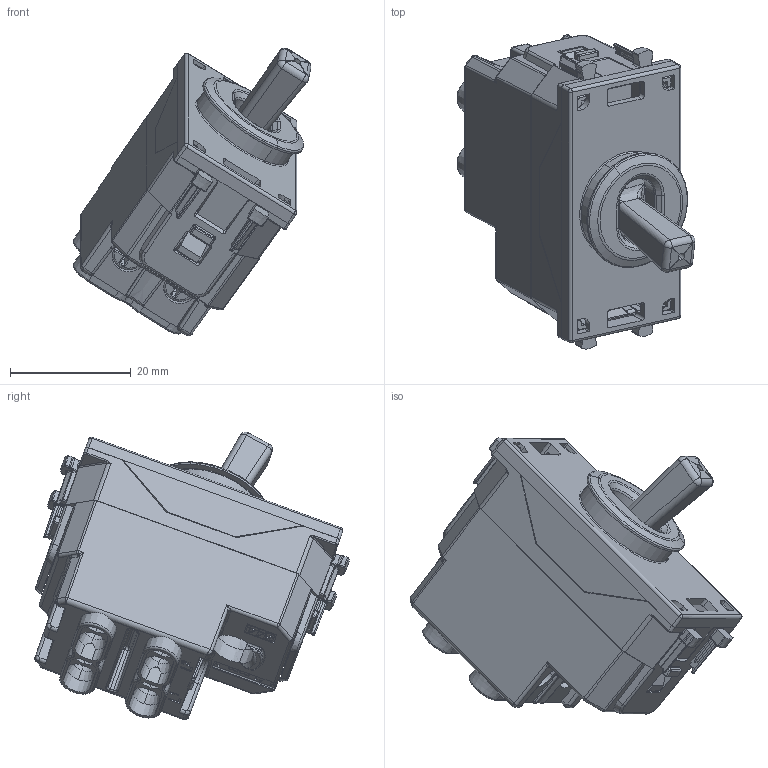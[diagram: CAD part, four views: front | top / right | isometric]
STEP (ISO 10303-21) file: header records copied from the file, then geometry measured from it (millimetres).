
FILE_DESCRIPTION(('CATIA V5 STEP Exchange'),'2;1');
FILE_NAME('444010B_20A.stp','2024-03-28T07:32:22+00:00',('none'),('none'),'CATIA Version 5-6 Release 2016 SP6','CATIA V5 STEP AP203','none');
FILE_SCHEMA(('CONFIG_CONTROL_DESIGN'));
Products named in the file (1): STEP
Assembly tree (19 placements, depth 2):
  STEP
    #57
    #39609  x4
    #41522  x2
    #42388
    #90624
    #98149
    #107609
    #110329
    #111580
    #119832  x2
    #121519  x2
    #122564  x2
Bounding box: 39.5 x 52.17 x 47.73 mm (x, y, z)
Volume: 16007.6 mm3; surface area: 26112.8 mm2
Topology: 21 solids, 21 shells, 3598 faces, 9658 edges, 5969 vertices
Faces by surface type: plane 1715, cylinder 1045, bspline 301, cone 250, torus 137, sphere 114, extrusion 24, revolution 12
Entity records: 124506 total; most frequent: CARTESIAN_POINT 53862, ORIENTED_EDGE 17112, DIRECTION 10278, EDGE_CURVE 8556, VERTEX_POINT 5350, VECTOR 4322, LINE 4298, AXIS2_PLACEMENT_3D 3554
